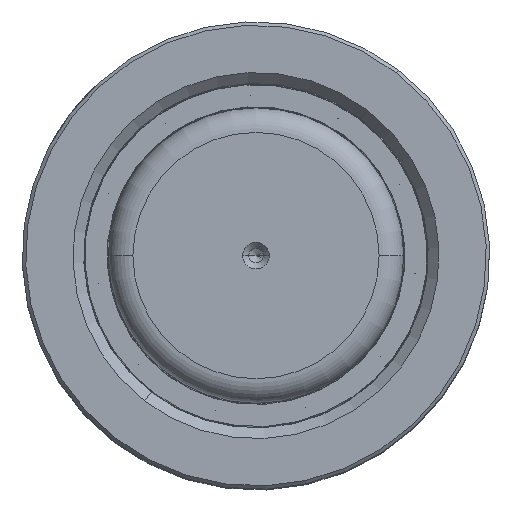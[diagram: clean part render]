
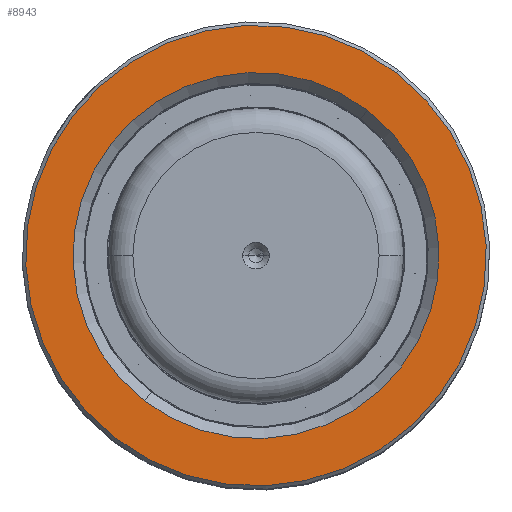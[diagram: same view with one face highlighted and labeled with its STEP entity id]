
A CAD part, top view. The second image highlights one B-rep face of the part: STEP entity #8943.
In plain terms, the highlighted planar face has unit normal (0, 0, 1).
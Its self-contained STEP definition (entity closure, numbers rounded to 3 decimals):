
#1193 = AXIS2_PLACEMENT_3D ( 'NONE', #5996, #1753, #27966 ) ;
#1753 = DIRECTION ( 'NONE',  ( 0., 0., 1. ) ) ;
#2193 = CARTESIAN_POINT ( 'NONE',  ( -46.8, 0., 100. ) ) ;
#3792 = DIRECTION ( 'NONE',  ( 0., 0., -1. ) ) ;
#4165 = CIRCLE ( 'NONE', #32029, 37.2 ) ;
#5996 = CARTESIAN_POINT ( 'NONE',  ( 0., 0., 100. ) ) ;
#7277 = DIRECTION ( 'NONE',  ( 1., 0., 0. ) ) ;
#8875 = EDGE_CURVE ( 'NONE', #33675, #39302, #9649, .T. ) ;
#8943 = ADVANCED_FACE ( 'NONE', ( #49692, #29631 ), #27988, .T. ) ;
#9649 = CIRCLE ( 'NONE', #51003, 37.2 ) ;
#10044 = EDGE_LOOP ( 'NONE', ( #16440, #55973 ) ) ;
#11613 = EDGE_CURVE ( 'NONE', #51202, #18053, #13653, .T. ) ;
#13648 = CARTESIAN_POINT ( 'NONE',  ( 0., 0., 100. ) ) ;
#13653 = CIRCLE ( 'NONE', #38076, 46.8 ) ;
#15540 = AXIS2_PLACEMENT_3D ( 'NONE', #23027, #19132, #23563 ) ;
#16440 = ORIENTED_EDGE ( 'NONE', *, *, #30103, .T. ) ;
#18053 = VERTEX_POINT ( 'NONE', #2193 ) ;
#18399 = EDGE_CURVE ( 'NONE', #18053, #51202, #44010, .T. ) ;
#18982 = ORIENTED_EDGE ( 'NONE', *, *, #11613, .T. ) ;
#19132 = DIRECTION ( 'NONE',  ( 0., 0., 1. ) ) ;
#21592 = CARTESIAN_POINT ( 'NONE',  ( 0., 0., 100. ) ) ;
#23027 = CARTESIAN_POINT ( 'NONE',  ( 0., 0., 100. ) ) ;
#23563 = DIRECTION ( 'NONE',  ( 1., 0., 0. ) ) ;
#27966 = DIRECTION ( 'NONE',  ( 1., 0., 0. ) ) ;
#27988 = PLANE ( 'NONE',  #15540 ) ;
#28372 = DIRECTION ( 'NONE',  ( 0., 0., -1. ) ) ;
#29631 = FACE_BOUND ( 'NONE', #10044, .T. ) ;
#29861 = CARTESIAN_POINT ( 'NONE',  ( 46.8, 0., 100. ) ) ;
#30103 = EDGE_CURVE ( 'NONE', #39302, #33675, #4165, .T. ) ;
#32029 = AXIS2_PLACEMENT_3D ( 'NONE', #43008, #3792, #52448 ) ;
#33675 = VERTEX_POINT ( 'NONE', #47764 ) ;
#34724 = DIRECTION ( 'NONE',  ( 0., 0., 1. ) ) ;
#36143 = ORIENTED_EDGE ( 'NONE', *, *, #18399, .T. ) ;
#38076 = AXIS2_PLACEMENT_3D ( 'NONE', #21592, #34724, #7277 ) ;
#38866 = EDGE_LOOP ( 'NONE', ( #36143, #18982 ) ) ;
#39302 = VERTEX_POINT ( 'NONE', #44923 ) ;
#43008 = CARTESIAN_POINT ( 'NONE',  ( 0., 0., 100. ) ) ;
#44010 = CIRCLE ( 'NONE', #1193, 46.8 ) ;
#44923 = CARTESIAN_POINT ( 'NONE',  ( 37.2, 0., 100. ) ) ;
#47764 = CARTESIAN_POINT ( 'NONE',  ( -37.2, 0., 100. ) ) ;
#49692 = FACE_OUTER_BOUND ( 'NONE', #38866, .T. ) ;
#50637 = DIRECTION ( 'NONE',  ( 1., 0., 0. ) ) ;
#51003 = AXIS2_PLACEMENT_3D ( 'NONE', #13648, #28372, #50637 ) ;
#51202 = VERTEX_POINT ( 'NONE', #29861 ) ;
#52448 = DIRECTION ( 'NONE',  ( 1., 0., 0. ) ) ;
#55973 = ORIENTED_EDGE ( 'NONE', *, *, #8875, .T. ) ;
